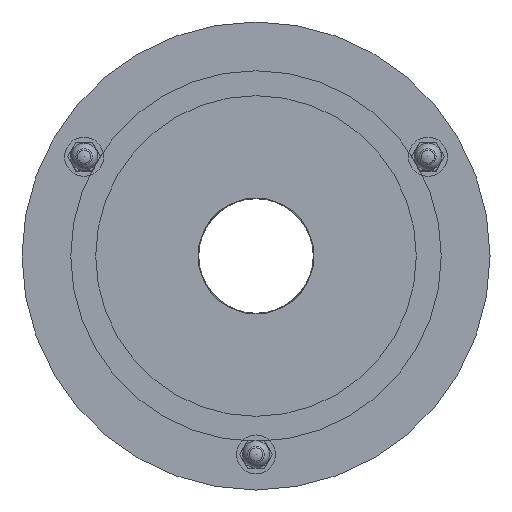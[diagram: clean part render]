
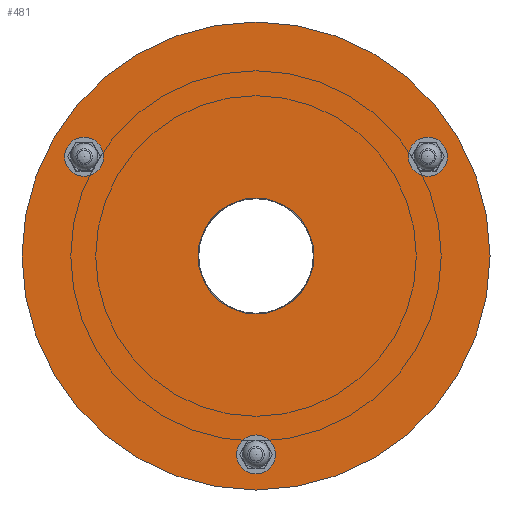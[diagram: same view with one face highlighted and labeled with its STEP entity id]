
A CAD part, front view. The second image highlights one B-rep face of the part: STEP entity #481.
In plain terms, the highlighted planar face has unit normal (0, -1, 0).
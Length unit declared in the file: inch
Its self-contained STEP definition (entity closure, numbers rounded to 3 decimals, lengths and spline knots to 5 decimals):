
#124=CARTESIAN_POINT('',(3.46967,0.0,1.9085));
#125=VERTEX_POINT('',#124);
#126=CARTESIAN_POINT('',(3.30562,0.0,1.9085));
#127=DIRECTION('',(0.0,1.0,0.0));
#128=DIRECTION('',(-1.0,0.0,0.0));
#129=AXIS2_PLACEMENT_3D('',#126,#127,#128);
#130=CIRCLE('',#129,0.16405);
#131=EDGE_CURVE('',#125,#125,#130,.T.);
#152=CARTESIAN_POINT('',(-3.14157,0.0,1.9085));
#153=VERTEX_POINT('',#152);
#154=CARTESIAN_POINT('',(-3.30562,0.0,1.9085));
#155=DIRECTION('',(0.0,1.0,0.0));
#156=DIRECTION('',(-1.0,0.0,0.0));
#157=AXIS2_PLACEMENT_3D('',#154,#155,#156);
#158=CIRCLE('',#157,0.16405);
#159=EDGE_CURVE('',#153,#153,#158,.T.);
#180=CARTESIAN_POINT('',(0.16405,0.0,-3.817));
#181=VERTEX_POINT('',#180);
#182=CARTESIAN_POINT('',(0.0,0.0,-3.817));
#183=DIRECTION('',(0.0,1.0,0.0));
#184=DIRECTION('',(-1.0,0.0,0.0));
#185=AXIS2_PLACEMENT_3D('',#182,#183,#184);
#186=CIRCLE('',#185,0.16405);
#187=EDGE_CURVE('',#181,#181,#186,.T.);
#240=CARTESIAN_POINT('',(1.11356,0.0,0.0));
#241=VERTEX_POINT('',#240);
#242=CARTESIAN_POINT('',(0.0,0.0,0.0));
#243=DIRECTION('',(0.0,1.0,0.0));
#244=DIRECTION('',(1.0,0.0,0.0));
#245=AXIS2_PLACEMENT_3D('',#242,#243,#244);
#246=CIRCLE('',#245,1.11356);
#247=EDGE_CURVE('',#241,#241,#246,.T.);
#446=CARTESIAN_POINT('',(4.5,0.0,0.0));
#447=VERTEX_POINT('',#446);
#448=CARTESIAN_POINT('',(0.0,0.0,0.0));
#449=DIRECTION('',(0.0,-1.0,0.0));
#450=DIRECTION('',(1.0,0.0,0.0));
#451=AXIS2_PLACEMENT_3D('',#448,#449,#450);
#452=CIRCLE('',#451,4.5);
#453=EDGE_CURVE('',#447,#447,#452,.T.);
#461=CARTESIAN_POINT('',(2.25,0.0,0.0));
#462=DIRECTION('',(0.0,-1.0,0.0));
#463=DIRECTION('',(0.0,0.0,-1.0));
#464=AXIS2_PLACEMENT_3D('',#461,#462,#463);
#465=PLANE('',#464);
#466=ORIENTED_EDGE('',*,*,#453,.T.);
#467=EDGE_LOOP('',(#466));
#468=FACE_OUTER_BOUND('',#467,.T.);
#469=ORIENTED_EDGE('',*,*,#131,.T.);
#470=EDGE_LOOP('',(#469));
#471=FACE_BOUND('',#470,.T.);
#472=ORIENTED_EDGE('',*,*,#159,.T.);
#473=EDGE_LOOP('',(#472));
#474=FACE_BOUND('',#473,.T.);
#475=ORIENTED_EDGE('',*,*,#187,.T.);
#476=EDGE_LOOP('',(#475));
#477=FACE_BOUND('',#476,.T.);
#478=ORIENTED_EDGE('',*,*,#247,.T.);
#479=EDGE_LOOP('',(#478));
#480=FACE_BOUND('',#479,.T.);
#481=ADVANCED_FACE('',(#468,#471,#474,#477,#480),#465,.T.);
